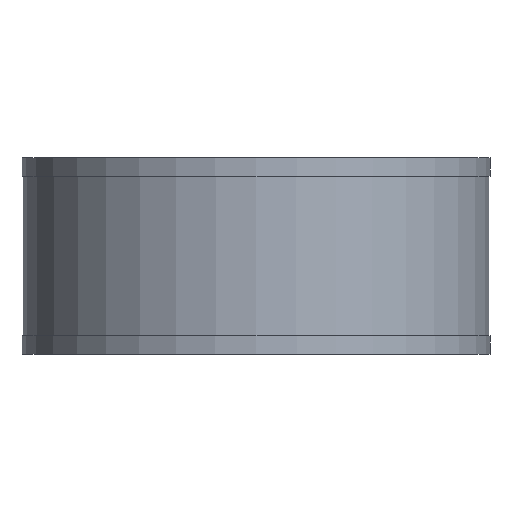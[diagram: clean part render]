
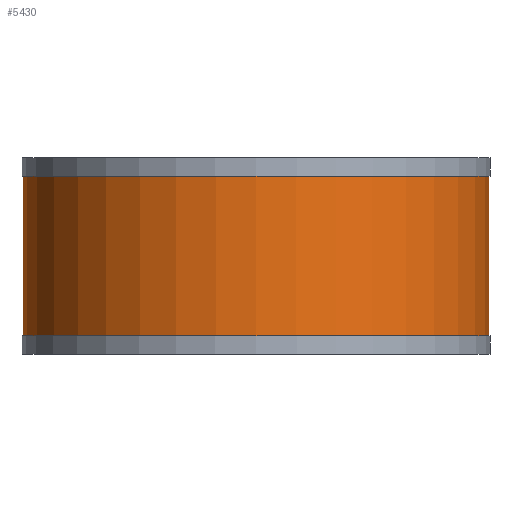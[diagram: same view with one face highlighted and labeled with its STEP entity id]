
A CAD part, front view. The second image highlights one B-rep face of the part: STEP entity #5430.
In plain terms, the highlighted cylindrical face has radius 10.2 mm (diameter 20.4 mm), a partial arc.
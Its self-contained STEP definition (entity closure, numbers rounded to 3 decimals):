
#1600=CARTESIAN_POINT('',(0.,0.,0.));
#1610=DIRECTION('',(0.,0.,1.));
#1620=DIRECTION('',(1.,0.,0.));
#1630=AXIS2_PLACEMENT_3D('',#1600,#1610,#1620);
#1640=CIRCLE('',#1630,10.2);
#1650=CARTESIAN_POINT('',(10.2,0.,0.));
#1660=VERTEX_POINT('',#1650);
#1670=CARTESIAN_POINT('',(-10.2,0.,0.
));
#1680=VERTEX_POINT('',#1670);
#1710=EDGE_CURVE('',#1680,#1660,#1640,.T.);
#5120=CARTESIAN_POINT('',(0.,0.,0.));
#5130=DIRECTION('',(0.,0.,1.));
#5140=DIRECTION('',(1.,0.,0.));
#5150=AXIS2_PLACEMENT_3D('',#5120,#5130,#5140);
#5160=CYLINDRICAL_SURFACE('',#5150,10.2);
#5170=CARTESIAN_POINT('',(10.2,0.,0.));
#5180=DIRECTION('',(0.,0.,1.));
#5190=VECTOR('',#5180,1.);
#5200=LINE('',#5170,#5190);
#5210=CARTESIAN_POINT('',(10.2,0.,7.));
#5220=VERTEX_POINT('',#5210);
#5230=EDGE_CURVE('',#1660,#5220,#5200,.T.);
#5240=ORIENTED_EDGE('',*,*,#5230,.T.);
#5250=ORIENTED_EDGE('',*,*,#1710,.T.);
#5260=CARTESIAN_POINT('',(-10.2,0.,0.));
#5270=DIRECTION('',(0.,0.,1.));
#5280=VECTOR('',#5270,1.);
#5290=LINE('',#5260,#5280);
#5300=CARTESIAN_POINT('',(-10.2,0.,7.));
#5310=VERTEX_POINT('',#5300);
#5320=EDGE_CURVE('',#1680,#5310,#5290,.T.);
#5330=ORIENTED_EDGE('',*,*,#5320,.F.);
#5340=CARTESIAN_POINT('',(0.,0.,7.));
#5350=DIRECTION('',(0.,0.,1.));
#5360=DIRECTION('',(1.,0.,0.));
#5370=AXIS2_PLACEMENT_3D('',#5340,#5350,#5360);
#5380=CIRCLE('',#5370,10.2);
#5390=EDGE_CURVE('',#5310,#5220,#5380,.T.);
#5400=ORIENTED_EDGE('',*,*,#5390,.F.);
#5410=EDGE_LOOP('',(#5400,#5330,#5250,#5240));
#5420=FACE_OUTER_BOUND('',#5410,.T.);
#5430=ADVANCED_FACE('',(#5420),#5160,.T.);
